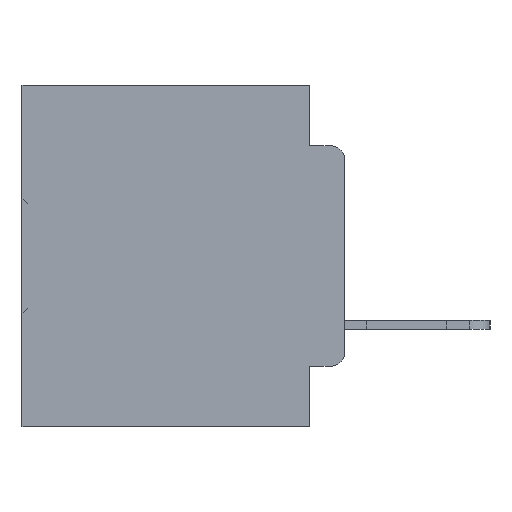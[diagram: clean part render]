
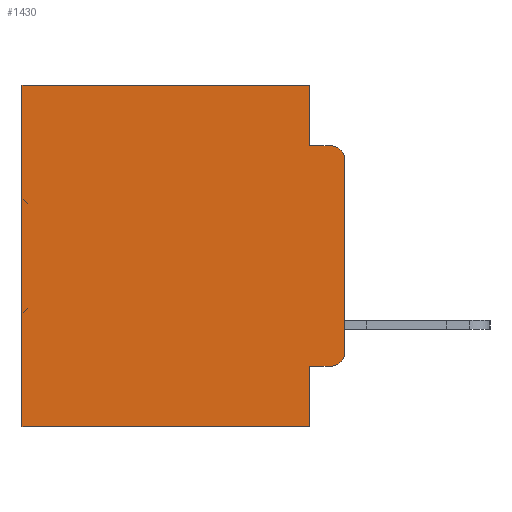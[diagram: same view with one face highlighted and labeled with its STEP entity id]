
A CAD part, left-side view. The second image highlights one B-rep face of the part: STEP entity #1430.
In plain terms, the highlighted planar face has unit normal (-1, 0, 0).
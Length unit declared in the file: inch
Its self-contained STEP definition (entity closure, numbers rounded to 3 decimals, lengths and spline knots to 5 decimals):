
#91 = ORIENTED_EDGE ( 'NONE', *, *, #27498, .F. ) ;
#111 = EDGE_LOOP ( 'NONE', ( #9128, #9013, #26590, #34438, #320, #14145, #91, #1198, #19467, #18229 ) ) ;
#320 = ORIENTED_EDGE ( 'NONE', *, *, #2025, .T. ) ;
#1056 = CARTESIAN_POINT ( 'NONE',  ( 0.298, 0.051, -0.0885 ) ) ;
#1198 = ORIENTED_EDGE ( 'NONE', *, *, #34284, .F. ) ;
#1430 = ADVANCED_FACE ( 'NONE', ( #29987 ), #17606, .F. ) ;
#1747 = CARTESIAN_POINT ( 'NONE',  ( 0.298, 0.02, -0.3915 ) ) ;
#2025 = EDGE_CURVE ( 'NONE', #35624, #15177, #27326, .T. ) ;
#2031 = CARTESIAN_POINT ( 'NONE',  ( 0.298, 0., 0. ) ) ;
#2097 = CARTESIAN_POINT ( 'NONE',  ( 0.298, 0.051, -0.0885 ) ) ;
#2665 = VERTEX_POINT ( 'NONE', #9230 ) ;
#3444 = DIRECTION ( 'NONE',  ( 0., 0., -1. ) ) ;
#3454 = VERTEX_POINT ( 'NONE', #25126 ) ;
#3862 = CARTESIAN_POINT ( 'NONE',  ( 0.298, 0., 0. ) ) ;
#5036 = VECTOR ( 'NONE', #7308, 39.37008 ) ;
#5412 = CARTESIAN_POINT ( 'NONE',  ( 0.298, 0.051, -0.4115 ) ) ;
#5859 = AXIS2_PLACEMENT_3D ( 'NONE', #14799, #23422, #24980 ) ;
#6060 = VERTEX_POINT ( 'NONE', #5412 ) ;
#7079 = DIRECTION ( 'NONE',  ( -1., 0., 0. ) ) ;
#7308 = DIRECTION ( 'NONE',  ( 0., -1., 0. ) ) ;
#8099 = CARTESIAN_POINT ( 'NONE',  ( 0.298, 0.473, 0. ) ) ;
#9013 = ORIENTED_EDGE ( 'NONE', *, *, #22551, .T. ) ;
#9120 = VECTOR ( 'NONE', #29861, 39.37008 ) ;
#9128 = ORIENTED_EDGE ( 'NONE', *, *, #33598, .F. ) ;
#9230 = CARTESIAN_POINT ( 'NONE',  ( 0.298, 0.02, -0.0885 ) ) ;
#10450 = CARTESIAN_POINT ( 'NONE',  ( 0.298, 0., -0.5 ) ) ;
#10454 = DIRECTION ( 'NONE',  ( -1., 0., 0. ) ) ;
#11355 = EDGE_CURVE ( 'NONE', #15177, #27892, #31163, .T. ) ;
#11772 = VECTOR ( 'NONE', #17247, 39.37008 ) ;
#12228 = CARTESIAN_POINT ( 'NONE',  ( 0.298, 0.473, -0.5 ) ) ;
#12265 = CARTESIAN_POINT ( 'NONE',  ( 0.298, 0.051, 0. ) ) ;
#13725 = VECTOR ( 'NONE', #3444, 39.37008 ) ;
#14145 = ORIENTED_EDGE ( 'NONE', *, *, #11355, .T. ) ;
#14206 = VECTOR ( 'NONE', #29007, 39.37008 ) ;
#14276 = AXIS2_PLACEMENT_3D ( 'NONE', #1747, #7079, #20355 ) ;
#14799 = CARTESIAN_POINT ( 'NONE',  ( 0.298, 0., 0. ) ) ;
#15177 = VERTEX_POINT ( 'NONE', #8099 ) ;
#15297 = CARTESIAN_POINT ( 'NONE',  ( 0.298, 0.02, -0.4115 ) ) ;
#15373 = CARTESIAN_POINT ( 'NONE',  ( 0.298, 0.051, 0. ) ) ;
#15474 = LINE ( 'NONE', #25845, #13725 ) ;
#15803 = VERTEX_POINT ( 'NONE', #15297 ) ;
#17247 = DIRECTION ( 'NONE',  ( 0., 1., 0. ) ) ;
#17606 = PLANE ( 'NONE',  #5859 ) ;
#18229 = ORIENTED_EDGE ( 'NONE', *, *, #21395, .T. ) ;
#19080 = CARTESIAN_POINT ( 'NONE',  ( 0.298, 0.473, 0. ) ) ;
#19318 = VERTEX_POINT ( 'NONE', #24963 ) ;
#19467 = ORIENTED_EDGE ( 'NONE', *, *, #32428, .T. ) ;
#20355 = DIRECTION ( 'NONE',  ( 0., 0., -1. ) ) ;
#20720 = EDGE_CURVE ( 'NONE', #35624, #35850, #23992, .T. ) ;
#20919 = LINE ( 'NONE', #26567, #5036 ) ;
#21395 = EDGE_CURVE ( 'NONE', #15803, #26408, #22668, .T. ) ;
#21510 = VECTOR ( 'NONE', #26982, 39.37008 ) ;
#21669 = LINE ( 'NONE', #3862, #14206 ) ;
#22188 = CIRCLE ( 'NONE', #31921, 0.02 ) ;
#22551 = EDGE_CURVE ( 'NONE', #3454, #2665, #22188, .T. ) ;
#22668 = CIRCLE ( 'NONE', #14276, 0.02 ) ;
#23422 = DIRECTION ( 'NONE',  ( 1., 0., 0. ) ) ;
#23800 = DIRECTION ( 'NONE',  ( 0., -1., 0. ) ) ;
#23992 = LINE ( 'NONE', #12265, #33034 ) ;
#24963 = CARTESIAN_POINT ( 'NONE',  ( 0.298, 0.051, -0.5 ) ) ;
#24980 = DIRECTION ( 'NONE',  ( 0., 0., -1. ) ) ;
#25126 = CARTESIAN_POINT ( 'NONE',  ( 0.298, 0., -0.1085 ) ) ;
#25845 = CARTESIAN_POINT ( 'NONE',  ( 0.298, 0.051, 0. ) ) ;
#26328 = DIRECTION ( 'NONE',  ( 0., 0., -1. ) ) ;
#26408 = VERTEX_POINT ( 'NONE', #35803 ) ;
#26567 = CARTESIAN_POINT ( 'NONE',  ( 0.298, 0.051, -0.4115 ) ) ;
#26590 = ORIENTED_EDGE ( 'NONE', *, *, #31722, .F. ) ;
#26982 = DIRECTION ( 'NONE',  ( 0., 1., 0. ) ) ;
#27326 = LINE ( 'NONE', #2031, #11772 ) ;
#27498 = EDGE_CURVE ( 'NONE', #19318, #27892, #28721, .T. ) ;
#27892 = VERTEX_POINT ( 'NONE', #12228 ) ;
#28093 = LINE ( 'NONE', #1056, #34614 ) ;
#28721 = LINE ( 'NONE', #10450, #21510 ) ;
#29007 = DIRECTION ( 'NONE',  ( 0., 0., -1. ) ) ;
#29773 = DIRECTION ( 'NONE',  ( 0., 0., -1. ) ) ;
#29861 = DIRECTION ( 'NONE',  ( 0., 0., -1. ) ) ;
#29987 = FACE_OUTER_BOUND ( 'NONE', #111, .T. ) ;
#31163 = LINE ( 'NONE', #19080, #9120 ) ;
#31722 = EDGE_CURVE ( 'NONE', #35850, #2665, #28093, .T. ) ;
#31921 = AXIS2_PLACEMENT_3D ( 'NONE', #35285, #10454, #29773 ) ;
#32428 = EDGE_CURVE ( 'NONE', #6060, #15803, #20919, .T. ) ;
#33034 = VECTOR ( 'NONE', #26328, 39.37008 ) ;
#33598 = EDGE_CURVE ( 'NONE', #3454, #26408, #21669, .T. ) ;
#34284 = EDGE_CURVE ( 'NONE', #6060, #19318, #15474, .T. ) ;
#34438 = ORIENTED_EDGE ( 'NONE', *, *, #20720, .F. ) ;
#34614 = VECTOR ( 'NONE', #23800, 39.37008 ) ;
#35285 = CARTESIAN_POINT ( 'NONE',  ( 0.298, 0.02, -0.1085 ) ) ;
#35624 = VERTEX_POINT ( 'NONE', #15373 ) ;
#35803 = CARTESIAN_POINT ( 'NONE',  ( 0.298, 0., -0.3915 ) ) ;
#35850 = VERTEX_POINT ( 'NONE', #2097 ) ;
